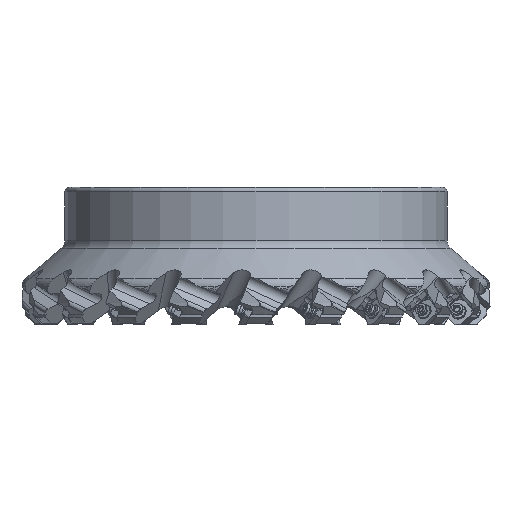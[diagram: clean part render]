
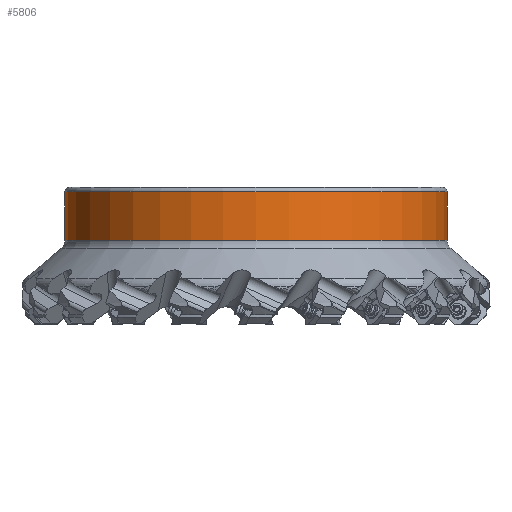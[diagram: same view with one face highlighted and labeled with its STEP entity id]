
A CAD part, front view. The second image highlights one B-rep face of the part: STEP entity #5806.
In plain terms, the highlighted cylindrical face has radius 87.5 mm (diameter 175 mm), a partial arc.
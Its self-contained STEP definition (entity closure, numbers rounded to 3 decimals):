
#975=CYLINDRICAL_SURFACE('',#56567,87.5);
#3045=FACE_OUTER_BOUND('',#11859,.T.);
#5806=ADVANCED_FACE('',(#3045),#975,.T.);
#11859=EDGE_LOOP('',(#26319,#26320,#26321,#26322));
#15009=LINE('',#91116,#18423);
#15010=LINE('',#91117,#18424);
#18423=VECTOR('',#65949,1.);
#18424=VECTOR('',#65950,1.);
#26319=ORIENTED_EDGE('',*,*,#44673,.T.);
#26320=ORIENTED_EDGE('',*,*,#44674,.F.);
#26321=ORIENTED_EDGE('',*,*,#44672,.T.);
#26322=ORIENTED_EDGE('',*,*,#44675,.F.);
#38559=VERTEX_POINT('',#91106);
#38560=VERTEX_POINT('',#91108);
#38561=VERTEX_POINT('',#91114);
#38562=VERTEX_POINT('',#91115);
#44672=EDGE_CURVE('',#38559,#38560,#50553,.T.);
#44673=EDGE_CURVE('',#38561,#38562,#50554,.T.);
#44674=EDGE_CURVE('',#38559,#38562,#15009,.T.);
#44675=EDGE_CURVE('',#38561,#38560,#15010,.T.);
#50553=CIRCLE('',#56564,87.5);
#50554=CIRCLE('',#56566,87.5);
#56564=AXIS2_PLACEMENT_3D('',#91111,#65943,#65944);
#56566=AXIS2_PLACEMENT_3D('',#91113,#65947,#65948);
#56567=AXIS2_PLACEMENT_3D('',#91118,#65951,#65952);
#65943=DIRECTION('',(0.,0.,1.));
#65944=DIRECTION('',(-1.,0.,0.));
#65947=DIRECTION('',(0.,0.,-1.));
#65948=DIRECTION('',(1.,0.,0.));
#65949=DIRECTION('',(0.,0.,1.));
#65950=DIRECTION('',(0.,0.,-1.));
#65951=DIRECTION('',(0.,0.,-1.));
#65952=DIRECTION('',(1.,0.,0.));
#91106=CARTESIAN_POINT('',(-87.5,0.,-24.252));
#91108=CARTESIAN_POINT('',(87.5,0.,-24.252));
#91111=CARTESIAN_POINT('',(0.,0.,-24.252));
#91113=CARTESIAN_POINT('',(0.,0.,-2.));
#91114=CARTESIAN_POINT('',(87.5,0.,-2.));
#91115=CARTESIAN_POINT('',(-87.5,0.,-2.));
#91116=CARTESIAN_POINT('',(-87.5,0.,-24.252));
#91117=CARTESIAN_POINT('',(87.5,0.,-2.));
#91118=CARTESIAN_POINT('',(0.,0.,-1.555));
